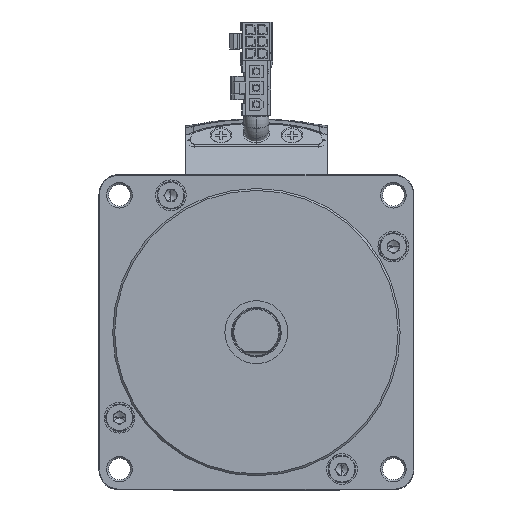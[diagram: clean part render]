
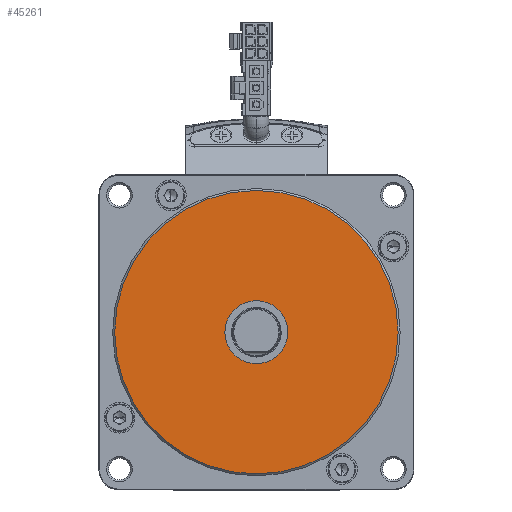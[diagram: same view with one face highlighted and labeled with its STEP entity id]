
A CAD part, top view. The second image highlights one B-rep face of the part: STEP entity #45261.
In plain terms, the highlighted face is planar.
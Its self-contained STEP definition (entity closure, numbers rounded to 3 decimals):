
#42789=CARTESIAN_POINT('',(0.,0.,0.));
#42790=DIRECTION('',(0.,1.,0.));
#42791=DIRECTION('',(0.,0.,1.));
#42792=AXIS2_PLACEMENT_3D('',#42789,#42790,#42791);
#42794=CARTESIAN_POINT('',(0.,0.,0.));
#42795=DIRECTION('',(0.,1.,0.));
#42796=DIRECTION('',(0.,0.,-1.));
#42797=AXIS2_PLACEMENT_3D('',#42794,#42795,#42796);
#42799=CARTESIAN_POINT('',(0.,0.,0.));
#42800=DIRECTION('',(0.,-1.,0.));
#42801=DIRECTION('',(0.,0.,-1.));
#42802=AXIS2_PLACEMENT_3D('',#42799,#42800,#42801);
#42804=CARTESIAN_POINT('',(0.,0.,0.));
#42805=DIRECTION('',(0.,-1.,0.));
#42806=DIRECTION('',(0.,0.,1.));
#42807=AXIS2_PLACEMENT_3D('',#42804,#42805,#42806);
#44740=CARTESIAN_POINT('',(0.,0.,36.));
#44741=CARTESIAN_POINT('',(0.,0.,-36.));
#44742=VERTEX_POINT('',#44740);
#44743=VERTEX_POINT('',#44741);
#44748=CARTESIAN_POINT('',(0.,0.,-8.));
#44749=CARTESIAN_POINT('',(0.,0.,8.));
#44750=VERTEX_POINT('',#44748);
#44751=VERTEX_POINT('',#44749);
#45245=CARTESIAN_POINT('',(0.,0.,8.));
#45246=DIRECTION('',(0.,-1.,0.));
#45247=DIRECTION('',(0.,0.,-1.));
#45248=AXIS2_PLACEMENT_3D('',#45245,#45246,#45247);
#45249=PLANE('',#45248);
#45250=ORIENTED_EDGE('',*,*,#45234,.T.);
#45252=ORIENTED_EDGE('',*,*,#45251,.T.);
#45253=EDGE_LOOP('',(#45250,#45252));
#45254=FACE_OUTER_BOUND('',#45253,.F.);
#45256=ORIENTED_EDGE('',*,*,#45255,.T.);
#45258=ORIENTED_EDGE('',*,*,#45257,.T.);
#45259=EDGE_LOOP('',(#45256,#45258));
#45260=FACE_BOUND('',#45259,.F.);
#45261=ADVANCED_FACE('',(#45254,#45260),#45249,.T.);
#42793=CIRCLE('',#42792,36.);
#42798=CIRCLE('',#42797,36.);
#42803=CIRCLE('',#42802,8.);
#42808=CIRCLE('',#42807,8.);
#45234=EDGE_CURVE('',#44742,#44743,#42793,.T.);
#45251=EDGE_CURVE('',#44743,#44742,#42798,.T.);
#45255=EDGE_CURVE('',#44750,#44751,#42803,.T.);
#45257=EDGE_CURVE('',#44751,#44750,#42808,.T.);
